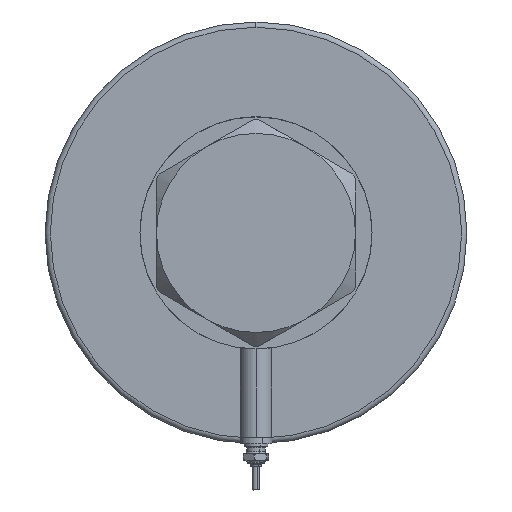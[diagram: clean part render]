
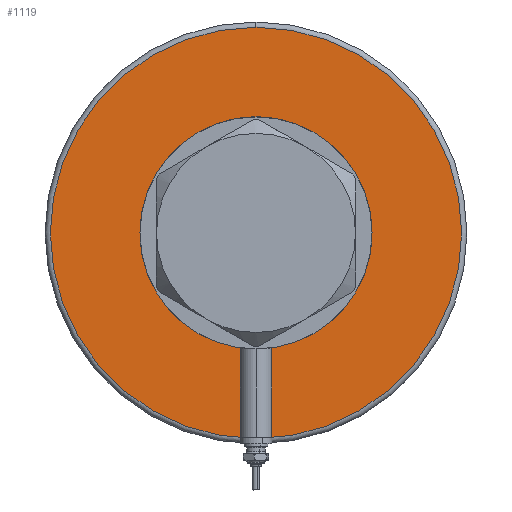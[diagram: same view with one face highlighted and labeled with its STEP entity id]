
A CAD part, left-side view. The second image highlights one B-rep face of the part: STEP entity #1119.
In plain terms, the highlighted face is planar.
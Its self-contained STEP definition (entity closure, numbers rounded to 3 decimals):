
#22 = DIRECTION ( 'NONE',  ( 0., 0., 1. ) ) ;
#62 = EDGE_CURVE ( 'NONE', #4427, #1045, #5114, .T. ) ;
#319 = CARTESIAN_POINT ( 'NONE',  ( 0., 0., 0. ) ) ;
#433 = CARTESIAN_POINT ( 'NONE',  ( -37.5, 0., 0. ) ) ;
#564 = EDGE_CURVE ( 'NONE', #767, #1186, #1124, .T. ) ;
#598 = EDGE_CURVE ( 'NONE', #1045, #4427, #808, .T. ) ;
#767 = VERTEX_POINT ( 'NONE', #6267 ) ;
#808 = CIRCLE ( 'NONE', #1432, 37.5 ) ;
#848 = DIRECTION ( 'NONE',  ( 0., 0., 1. ) ) ;
#879 = FACE_BOUND ( 'NONE', #3494, .T. ) ;
#1045 = VERTEX_POINT ( 'NONE', #2676 ) ;
#1119 = ADVANCED_FACE ( 'NONE', ( #2281, #879 ), #6198, .F. ) ;
#1124 = CIRCLE ( 'NONE', #2989, 78. ) ;
#1186 = VERTEX_POINT ( 'NONE', #6161 ) ;
#1281 = DIRECTION ( 'NONE',  ( 1., 0., 0. ) ) ;
#1319 = AXIS2_PLACEMENT_3D ( 'NONE', #4062, #22, #3972 ) ;
#1368 = CARTESIAN_POINT ( 'NONE',  ( 0., 0., 0. ) ) ;
#1432 = AXIS2_PLACEMENT_3D ( 'NONE', #1368, #2982, #4892 ) ;
#1975 = ORIENTED_EDGE ( 'NONE', *, *, #5782, .T. ) ;
#2281 = FACE_OUTER_BOUND ( 'NONE', #3386, .T. ) ;
#2676 = CARTESIAN_POINT ( 'NONE',  ( 37.5, 0., 0. ) ) ;
#2918 = AXIS2_PLACEMENT_3D ( 'NONE', #5591, #5037, #3578 ) ;
#2982 = DIRECTION ( 'NONE',  ( 0., 0., 1. ) ) ;
#2989 = AXIS2_PLACEMENT_3D ( 'NONE', #319, #4264, #3250 ) ;
#3027 = CIRCLE ( 'NONE', #2918, 78. ) ;
#3250 = DIRECTION ( 'NONE',  ( 1., 0., 0. ) ) ;
#3386 = EDGE_LOOP ( 'NONE', ( #4544, #1975 ) ) ;
#3494 = EDGE_LOOP ( 'NONE', ( #4146, #5432 ) ) ;
#3578 = DIRECTION ( 'NONE',  ( 1., 0., 0. ) ) ;
#3792 = CARTESIAN_POINT ( 'NONE',  ( 0., 0., 0. ) ) ;
#3972 = DIRECTION ( 'NONE',  ( 1., 0., 0. ) ) ;
#4062 = CARTESIAN_POINT ( 'NONE',  ( 0., 0., 0. ) ) ;
#4146 = ORIENTED_EDGE ( 'NONE', *, *, #598, .T. ) ;
#4264 = DIRECTION ( 'NONE',  ( 0., 0., -1. ) ) ;
#4427 = VERTEX_POINT ( 'NONE', #433 ) ;
#4514 = AXIS2_PLACEMENT_3D ( 'NONE', #3792, #848, #1281 ) ;
#4544 = ORIENTED_EDGE ( 'NONE', *, *, #564, .T. ) ;
#4892 = DIRECTION ( 'NONE',  ( 1., 0., 0. ) ) ;
#5037 = DIRECTION ( 'NONE',  ( 0., 0., -1. ) ) ;
#5114 = CIRCLE ( 'NONE', #1319, 37.5 ) ;
#5432 = ORIENTED_EDGE ( 'NONE', *, *, #62, .T. ) ;
#5591 = CARTESIAN_POINT ( 'NONE',  ( 0., 0., 0. ) ) ;
#5782 = EDGE_CURVE ( 'NONE', #1186, #767, #3027, .T. ) ;
#6161 = CARTESIAN_POINT ( 'NONE',  ( -78., 0., 0. ) ) ;
#6198 = PLANE ( 'NONE',  #4514 ) ;
#6267 = CARTESIAN_POINT ( 'NONE',  ( 78., 0., 0. ) ) ;
